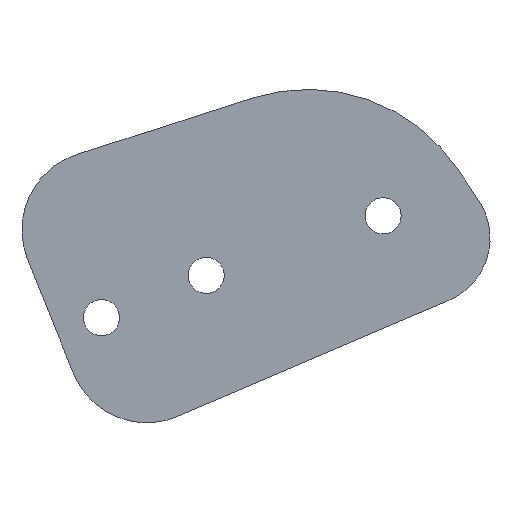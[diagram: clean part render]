
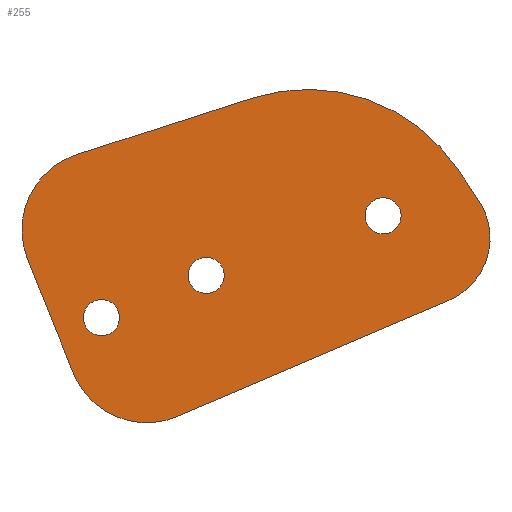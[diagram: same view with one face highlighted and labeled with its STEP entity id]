
A CAD part, front view. The second image highlights one B-rep face of the part: STEP entity #255.
In plain terms, the highlighted planar face has unit normal (0, -1, 0).
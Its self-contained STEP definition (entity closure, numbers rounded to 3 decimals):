
#22=FACE_BOUND('',#60,.T.);
#23=FACE_BOUND('',#61,.T.);
#24=FACE_BOUND('',#62,.T.);
#30=PLANE('',#297);
#43=FACE_OUTER_BOUND('',#59,.T.);
#59=EDGE_LOOP('',(#225,#226,#227,#228,#229,#230,#231,#232));
#60=EDGE_LOOP('',(#233));
#61=EDGE_LOOP('',(#234));
#62=EDGE_LOOP('',(#235));
#66=LINE('',#401,#85);
#71=LINE('',#415,#90);
#75=LINE('',#427,#94);
#79=LINE('',#439,#98);
#85=VECTOR('',#326,10.);
#90=VECTOR('',#339,10.);
#94=VECTOR('',#351,10.);
#98=VECTOR('',#363,10.);
#102=CIRCLE('',#273,1.6);
#104=CIRCLE('',#276,1.6);
#106=CIRCLE('',#279,1.6);
#107=CIRCLE('',#282,16.);
#109=CIRCLE('',#286,7.);
#111=CIRCLE('',#290,7.);
#113=CIRCLE('',#294,6.);
#116=VERTEX_POINT('',#383);
#118=VERTEX_POINT('',#389);
#120=VERTEX_POINT('',#395);
#121=VERTEX_POINT('',#399);
#122=VERTEX_POINT('',#400);
#125=VERTEX_POINT('',#408);
#127=VERTEX_POINT('',#414);
#129=VERTEX_POINT('',#420);
#131=VERTEX_POINT('',#426);
#133=VERTEX_POINT('',#432);
#135=VERTEX_POINT('',#438);
#139=EDGE_CURVE('',#116,#116,#102,.T.);
#142=EDGE_CURVE('',#118,#118,#104,.T.);
#145=EDGE_CURVE('',#120,#120,#106,.T.);
#146=EDGE_CURVE('',#121,#122,#66,.T.);
#150=EDGE_CURVE('',#125,#122,#107,.T.);
#153=EDGE_CURVE('',#125,#127,#71,.T.);
#156=EDGE_CURVE('',#129,#127,#109,.T.);
#159=EDGE_CURVE('',#129,#131,#75,.T.);
#162=EDGE_CURVE('',#133,#131,#111,.T.);
#165=EDGE_CURVE('',#133,#135,#79,.T.);
#168=EDGE_CURVE('',#121,#135,#113,.T.);
#225=ORIENTED_EDGE('',*,*,#168,.F.);
#226=ORIENTED_EDGE('',*,*,#146,.T.);
#227=ORIENTED_EDGE('',*,*,#150,.F.);
#228=ORIENTED_EDGE('',*,*,#153,.T.);
#229=ORIENTED_EDGE('',*,*,#156,.F.);
#230=ORIENTED_EDGE('',*,*,#159,.T.);
#231=ORIENTED_EDGE('',*,*,#162,.F.);
#232=ORIENTED_EDGE('',*,*,#165,.T.);
#233=ORIENTED_EDGE('',*,*,#139,.T.);
#234=ORIENTED_EDGE('',*,*,#145,.F.);
#235=ORIENTED_EDGE('',*,*,#142,.F.);
#255=ADVANCED_FACE('',(#43,#22,#23,#24),#30,.F.);
#273=AXIS2_PLACEMENT_3D('',#385,#308,#309);
#276=AXIS2_PLACEMENT_3D('',#391,#315,#316);
#279=AXIS2_PLACEMENT_3D('',#397,#322,#323);
#282=AXIS2_PLACEMENT_3D('',#409,#332,#333);
#286=AXIS2_PLACEMENT_3D('',#421,#344,#345);
#290=AXIS2_PLACEMENT_3D('',#433,#356,#357);
#294=AXIS2_PLACEMENT_3D('',#444,#368,#369);
#297=AXIS2_PLACEMENT_3D('',#447,#374,#375);
#308=DIRECTION('center_axis',(0.,1.,0.));
#309=DIRECTION('ref_axis',(-1.,0.,0.));
#315=DIRECTION('center_axis',(0.,-1.,0.));
#316=DIRECTION('ref_axis',(-1.,0.,0.));
#322=DIRECTION('center_axis',(0.,-1.,0.));
#323=DIRECTION('ref_axis',(-1.,0.,0.));
#326=DIRECTION('',(-0.555,0.,0.832));
#332=DIRECTION('center_axis',(0.,1.,0.));
#333=DIRECTION('ref_axis',(-0.306,0.,0.952));
#339=DIRECTION('',(-0.952,0.,-0.306));
#344=DIRECTION('center_axis',(0.,1.,0.));
#345=DIRECTION('ref_axis',(-0.928,0.,-0.373));
#351=DIRECTION('',(0.373,0.,-0.928));
#356=DIRECTION('center_axis',(0.,1.,0.));
#357=DIRECTION('ref_axis',(0.393,0.,-0.919));
#363=DIRECTION('',(0.919,0.,0.393));
#368=DIRECTION('center_axis',(0.,1.,0.));
#369=DIRECTION('ref_axis',(0.832,0.,0.555));
#374=DIRECTION('center_axis',(0.,1.,0.));
#375=DIRECTION('ref_axis',(-1.,0.,0.));
#383=CARTESIAN_POINT('',(112.88,57.31,71.57));
#385=CARTESIAN_POINT('Origin',(111.28,57.31,71.57));
#389=CARTESIAN_POINT('',(97.221,57.31,66.299));
#391=CARTESIAN_POINT('Origin',(95.621,57.31,66.299));
#395=CARTESIAN_POINT('',(87.949,57.31,62.553));
#397=CARTESIAN_POINT('Origin',(86.349,57.31,62.553));
#399=CARTESIAN_POINT('',(119.739,57.31,72.929));
#400=CARTESIAN_POINT('',(117.925,57.31,75.645));
#401=CARTESIAN_POINT('',(119.739,57.31,72.929));
#408=CARTESIAN_POINT('',(99.724,57.31,81.992));
#409=CARTESIAN_POINT('Origin',(104.619,57.31,66.759));
#414=CARTESIAN_POINT('',(84.165,57.31,76.992));
#415=CARTESIAN_POINT('',(99.724,57.31,81.992));
#420=CARTESIAN_POINT('',(79.813,57.31,67.715));
#421=CARTESIAN_POINT('Origin',(86.307,57.31,70.328));
#426=CARTESIAN_POINT('',(83.868,57.31,57.639));
#427=CARTESIAN_POINT('',(79.813,57.31,67.715));
#432=CARTESIAN_POINT('',(93.115,57.31,53.816));
#433=CARTESIAN_POINT('Origin',(90.362,57.31,60.252));
#438=CARTESIAN_POINT('',(117.109,57.31,64.08));
#439=CARTESIAN_POINT('',(93.115,57.31,53.816));
#444=CARTESIAN_POINT('Origin',(114.749,57.31,69.597));
#447=CARTESIAN_POINT('Origin',(100.028,57.31,68.006));
